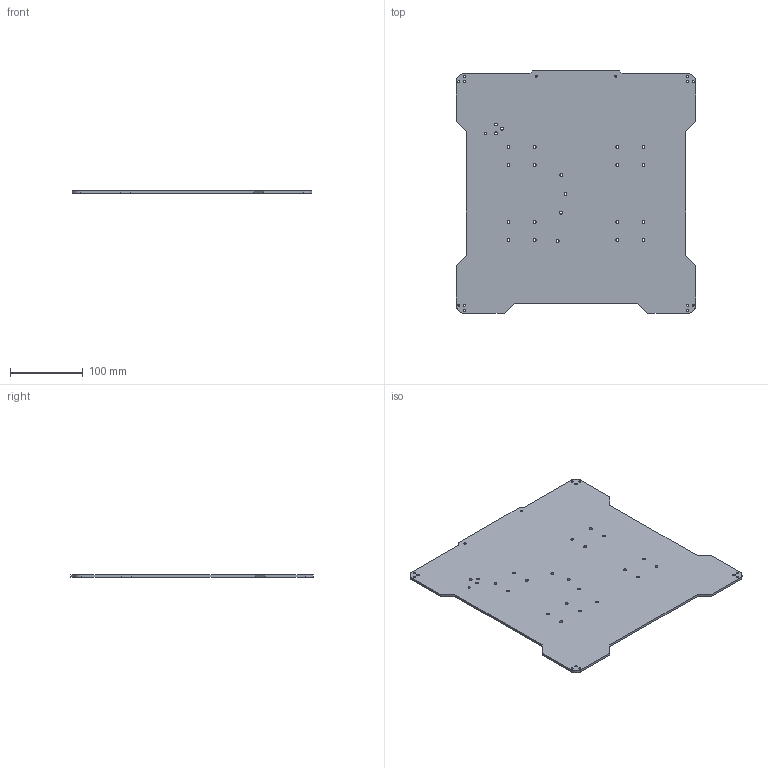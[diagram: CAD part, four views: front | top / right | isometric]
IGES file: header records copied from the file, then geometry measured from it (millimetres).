
Start section: SolidWorks IGES file using analytic representation for surfaces
Global section: file name: 300mm_bed_mount_plate_TAZ_5.IGS; native system: SolidWorks 2011; preprocessor: SolidWorks 2011; author: Seth; date: 150525.070721; units: millimetre
Bounding box: 330 x 334 x 3.17 mm (x, y, z)
Surface area: 207956.6 mm2 (no closed solid volume)
Topology: 0 solids, 0 shells, 102 faces, 1720 edges, 1720 vertices
Faces by surface type: revolution 80, bspline 22
